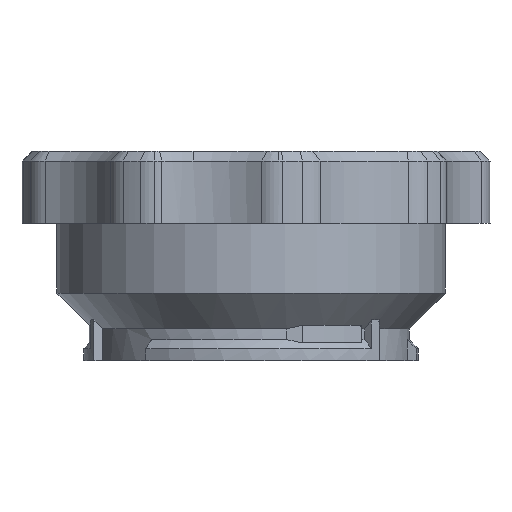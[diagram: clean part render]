
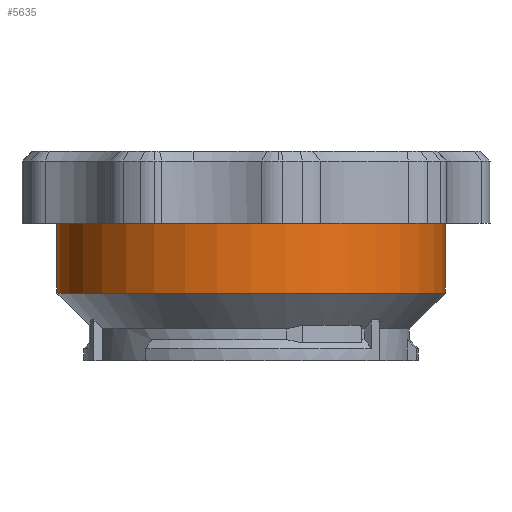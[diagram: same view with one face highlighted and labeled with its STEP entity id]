
A CAD part, left-side view. The second image highlights one B-rep face of the part: STEP entity #5635.
In plain terms, the highlighted cylindrical face has radius 32.5 mm (diameter 65 mm), a partial arc.
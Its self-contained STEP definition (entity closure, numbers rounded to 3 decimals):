
#370 = DIRECTION ( 'NONE',  ( 0., 1., 0. ) ) ;
#554 = DIRECTION ( 'NONE',  ( 0., 0., -1. ) ) ;
#867 = DIRECTION ( 'NONE',  ( 1., 0., 0. ) ) ;
#918 = DIRECTION ( 'NONE',  ( 0., 0., -1. ) ) ;
#986 = EDGE_CURVE ( 'NONE', #3684, #5122, #5877, .T. ) ;
#1032 = DIRECTION ( 'NONE',  ( 0., 0., -1. ) ) ;
#1192 = VERTEX_POINT ( 'NONE', #1880 ) ;
#1429 = DIRECTION ( 'NONE',  ( 0., 0., -1. ) ) ;
#1440 = EDGE_CURVE ( 'NONE', #4372, #5623, #4590, .T. ) ;
#1514 = EDGE_LOOP ( 'NONE', ( #6031, #4870, #7256, #6158, #5958 ) ) ;
#1618 = CARTESIAN_POINT ( 'NONE',  ( 0., 0., 27.5 ) ) ;
#1880 = CARTESIAN_POINT ( 'NONE',  ( 0., -32.5, 27.5 ) ) ;
#2103 = CARTESIAN_POINT ( 'NONE',  ( 0., 0., 0. ) ) ;
#2278 = VECTOR ( 'NONE', #554, 1000. ) ;
#2338 = CIRCLE ( 'NONE', #4460, 32.5 ) ;
#2530 = EDGE_CURVE ( 'NONE', #1192, #3684, #4039, .T. ) ;
#2748 = AXIS2_PLACEMENT_3D ( 'NONE', #1618, #1032, #6086 ) ;
#3067 = CARTESIAN_POINT ( 'NONE',  ( 0., 32.5, 11.3 ) ) ;
#3160 = CARTESIAN_POINT ( 'NONE',  ( 0., 0., 11.3 ) ) ;
#3212 = DIRECTION ( 'NONE',  ( 0., 0., -1. ) ) ;
#3490 = AXIS2_PLACEMENT_3D ( 'NONE', #2103, #3212, #4262 ) ;
#3684 = VERTEX_POINT ( 'NONE', #6824 ) ;
#3767 = EDGE_CURVE ( 'NONE', #1192, #4372, #2338, .T. ) ;
#4039 = LINE ( 'NONE', #6685, #2278 ) ;
#4262 = DIRECTION ( 'NONE',  ( 0., 1., 0. ) ) ;
#4347 = CARTESIAN_POINT ( 'NONE',  ( 0., 32.5, 27.5 ) ) ;
#4372 = VERTEX_POINT ( 'NONE', #6659 ) ;
#4460 = AXIS2_PLACEMENT_3D ( 'NONE', #5745, #1429, #867 ) ;
#4590 = CIRCLE ( 'NONE', #2748, 32.5 ) ;
#4870 = ORIENTED_EDGE ( 'NONE', *, *, #3767, .T. ) ;
#5122 = VERTEX_POINT ( 'NONE', #3067 ) ;
#5623 = VERTEX_POINT ( 'NONE', #4347 ) ;
#5635 = ADVANCED_FACE ( 'NONE', ( #7139 ), #6363, .T. ) ;
#5745 = CARTESIAN_POINT ( 'NONE',  ( 0., 0., 27.5 ) ) ;
#5785 = CARTESIAN_POINT ( 'NONE',  ( 0., 32.5, 0. ) ) ;
#5877 = CIRCLE ( 'NONE', #7023, 32.5 ) ;
#5958 = ORIENTED_EDGE ( 'NONE', *, *, #986, .F. ) ;
#6031 = ORIENTED_EDGE ( 'NONE', *, *, #2530, .F. ) ;
#6086 = DIRECTION ( 'NONE',  ( 1., 0., 0. ) ) ;
#6158 = ORIENTED_EDGE ( 'NONE', *, *, #6355, .T. ) ;
#6355 = EDGE_CURVE ( 'NONE', #5623, #5122, #7218, .T. ) ;
#6356 = DIRECTION ( 'NONE',  ( 0., 0., -1. ) ) ;
#6363 = CYLINDRICAL_SURFACE ( 'NONE', #3490, 32.5 ) ;
#6659 = CARTESIAN_POINT ( 'NONE',  ( -32.5, 0., 27.5 ) ) ;
#6685 = CARTESIAN_POINT ( 'NONE',  ( 0., -32.5, 0. ) ) ;
#6824 = CARTESIAN_POINT ( 'NONE',  ( 0., -32.5, 11.3 ) ) ;
#7023 = AXIS2_PLACEMENT_3D ( 'NONE', #3160, #918, #370 ) ;
#7131 = VECTOR ( 'NONE', #6356, 1000. ) ;
#7139 = FACE_OUTER_BOUND ( 'NONE', #1514, .T. ) ;
#7218 = LINE ( 'NONE', #5785, #7131 ) ;
#7256 = ORIENTED_EDGE ( 'NONE', *, *, #1440, .T. ) ;
